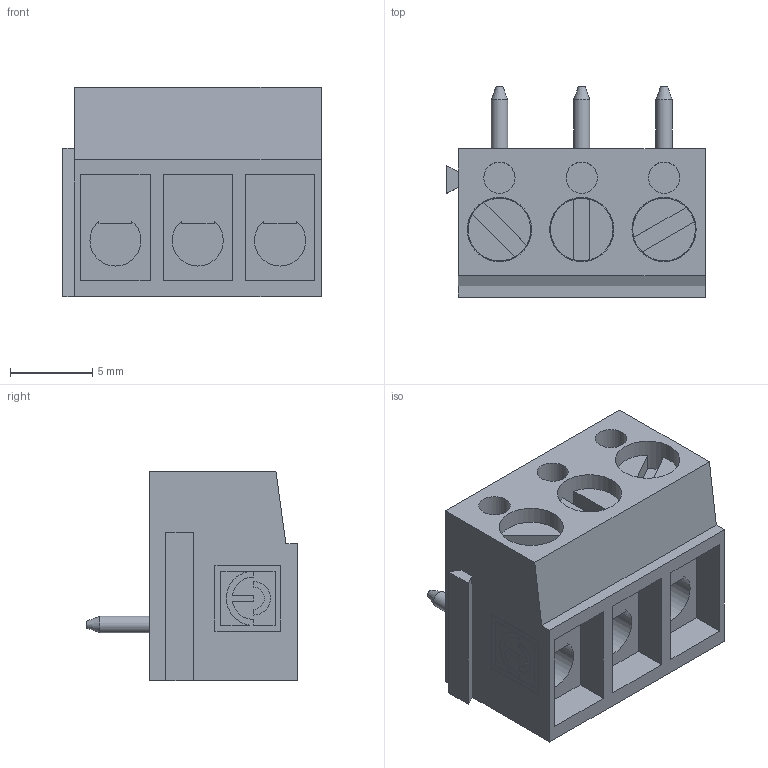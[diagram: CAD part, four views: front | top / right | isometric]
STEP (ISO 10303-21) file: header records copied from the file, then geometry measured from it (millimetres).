
FILE_DESCRIPTION(('STEP AP214'),'1');
FILE_NAME('MHE163-5-H.stp','2024-03-25T11:17:40',(' '),(' '),'Spatial InterOp 3D',' ',' ');
FILE_SCHEMA(('AUTOMOTIVE_DESIGN { 1 0 10303 214 1 1 1 1 }'));
Length unit declared in the file: metre
Products named in the file (1): 1711360390
Bounding box: 15.7 x 12.8 x 12.7 mm (x, y, z)
Volume: 1310.7 mm3; surface area: 1491.7 mm2
Topology: 1 solids, 1 shells, 113 faces, 264 edges, 175 vertices
Faces by surface type: plane 88, cylinder 21, cone 3, extrusion 1
Full cylindrical faces by diameter (mm): 1 x3, 1.9 x3, 3.8 x3, 3.9 x3
Entity records: 4856 total; most frequent: CARTESIAN_POINT 550, DIRECTION 525, ORIENTED_EDGE 492, STYLED_ITEM 276, PRESENTATION_STYLE_ASSIGNMENT 276, COLOUR_RGB 276, EDGE_CURVE 246, VECTOR 191
